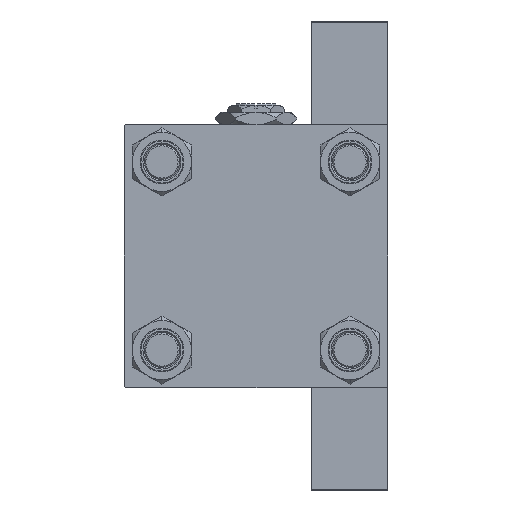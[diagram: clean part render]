
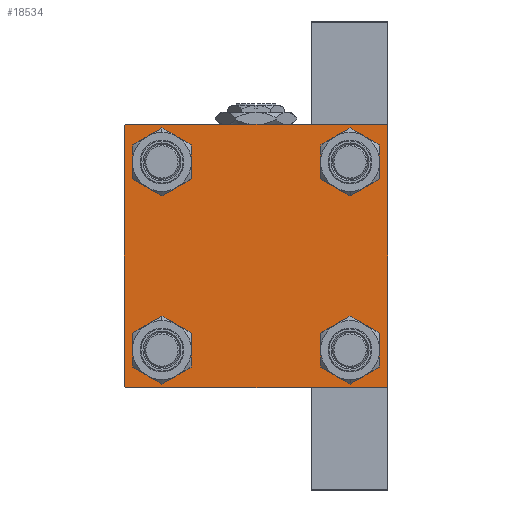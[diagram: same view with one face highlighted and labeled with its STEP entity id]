
A CAD part, left-side view. The second image highlights one B-rep face of the part: STEP entity #18534.
In plain terms, the highlighted planar face has unit normal (-1, 0, 0).
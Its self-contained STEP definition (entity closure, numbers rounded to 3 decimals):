
#122 = AXIS2_PLACEMENT_3D ( 'NONE', #1275, #39500, #17105 ) ;
#140 = ORIENTED_EDGE ( 'NONE', *, *, #21044, .T. ) ;
#145 = VERTEX_POINT ( 'NONE', #21193 ) ;
#176 = CARTESIAN_POINT ( 'NONE',  ( 0., 45., 45. ) ) ;
#230 = DIRECTION ( 'NONE',  ( 0., 0.707, -0.707 ) ) ;
#740 = LINE ( 'NONE', #5507, #44809 ) ;
#1275 = CARTESIAN_POINT ( 'NONE',  ( 0., 32.15, 32.15 ) ) ;
#1566 = CARTESIAN_POINT ( 'NONE',  ( 0., 32.15, -32.15 ) ) ;
#1688 = CARTESIAN_POINT ( 'NONE',  ( 0., 32.15, -38.65 ) ) ;
#2477 = DIRECTION ( 'NONE',  ( 0., -1., 0. ) ) ;
#3073 = ORIENTED_EDGE ( 'NONE', *, *, #23786, .T. ) ;
#3113 = CIRCLE ( 'NONE', #27174, 6.5 ) ;
#3333 = DIRECTION ( 'NONE',  ( 1., 0., 0. ) ) ;
#3747 = VERTEX_POINT ( 'NONE', #40663 ) ;
#3846 = DIRECTION ( 'NONE',  ( 0., 0., 1. ) ) ;
#4019 = ORIENTED_EDGE ( 'NONE', *, *, #13004, .T. ) ;
#4135 = CIRCLE ( 'NONE', #41077, 6.5 ) ;
#4549 = VERTEX_POINT ( 'NONE', #1688 ) ;
#5086 = AXIS2_PLACEMENT_3D ( 'NONE', #48841, #3333, #29967 ) ;
#5325 = AXIS2_PLACEMENT_3D ( 'NONE', #1566, #13383, #24201 ) ;
#5507 = CARTESIAN_POINT ( 'NONE',  ( 0., 45., 45. ) ) ;
#5684 = CARTESIAN_POINT ( 'NONE',  ( 0., -32.15, -25.65 ) ) ;
#5890 = EDGE_LOOP ( 'NONE', ( #8036, #14538 ) ) ;
#5900 = CIRCLE ( 'NONE', #44454, 6.5 ) ;
#6273 = DIRECTION ( 'NONE',  ( 0., 0., -1. ) ) ;
#6581 = CARTESIAN_POINT ( 'NONE',  ( 0., -44.5, -45. ) ) ;
#7617 = DIRECTION ( 'NONE',  ( 1., 0., 0. ) ) ;
#7762 = ORIENTED_EDGE ( 'NONE', *, *, #38808, .T. ) ;
#7805 = CARTESIAN_POINT ( 'NONE',  ( 0., -45., -44.5 ) ) ;
#8036 = ORIENTED_EDGE ( 'NONE', *, *, #13296, .T. ) ;
#8588 = VERTEX_POINT ( 'NONE', #15245 ) ;
#9017 = ORIENTED_EDGE ( 'NONE', *, *, #10897, .T. ) ;
#9704 = FACE_BOUND ( 'NONE', #22819, .T. ) ;
#10263 = EDGE_CURVE ( 'NONE', #3747, #145, #740, .T. ) ;
#10897 = EDGE_CURVE ( 'NONE', #47837, #23816, #3113, .T. ) ;
#12487 = DIRECTION ( 'NONE',  ( 0., -0.707, 0.707 ) ) ;
#12779 = CIRCLE ( 'NONE', #20820, 6.5 ) ;
#12855 = EDGE_CURVE ( 'NONE', #35492, #24190, #37466, .T. ) ;
#13004 = EDGE_CURVE ( 'NONE', #8588, #35472, #28054, .T. ) ;
#13217 = PLANE ( 'NONE',  #32123 ) ;
#13296 = EDGE_CURVE ( 'NONE', #25446, #4549, #12779, .T. ) ;
#13383 = DIRECTION ( 'NONE',  ( 1., 0., 0. ) ) ;
#14296 = CIRCLE ( 'NONE', #5325, 6.5 ) ;
#14538 = ORIENTED_EDGE ( 'NONE', *, *, #49554, .T. ) ;
#14626 = CIRCLE ( 'NONE', #122, 6.5 ) ;
#14739 = CARTESIAN_POINT ( 'NONE',  ( 0., 44.75, -44.75 ) ) ;
#15189 = CARTESIAN_POINT ( 'NONE',  ( 0., -32.15, 38.65 ) ) ;
#15245 = CARTESIAN_POINT ( 'NONE',  ( 0., 32.15, 25.65 ) ) ;
#17105 = DIRECTION ( 'NONE',  ( 0., 0., 1. ) ) ;
#17234 = FACE_BOUND ( 'NONE', #23574, .T. ) ;
#17599 = ORIENTED_EDGE ( 'NONE', *, *, #10263, .T. ) ;
#17613 = ORIENTED_EDGE ( 'NONE', *, *, #18871, .T. ) ;
#18251 = CARTESIAN_POINT ( 'NONE',  ( 0., -32.15, -32.15 ) ) ;
#18534 = ADVANCED_FACE ( 'NONE', ( #17234, #9704, #44123, #18674, #45313 ), #13217, .T. ) ;
#18674 = FACE_BOUND ( 'NONE', #35163, .T. ) ;
#18871 = EDGE_CURVE ( 'NONE', #41598, #3747, #23115, .T. ) ;
#18908 = ORIENTED_EDGE ( 'NONE', *, *, #25847, .T. ) ;
#19091 = DIRECTION ( 'NONE',  ( 0., 0., 1. ) ) ;
#19301 = LINE ( 'NONE', #176, #27381 ) ;
#19355 = CARTESIAN_POINT ( 'NONE',  ( 0., 44.75, 44.75 ) ) ;
#19539 = LINE ( 'NONE', #46919, #34701 ) ;
#20080 = EDGE_CURVE ( 'NONE', #41598, #28819, #19301, .T. ) ;
#20820 = AXIS2_PLACEMENT_3D ( 'NONE', #30812, #45178, #26074 ) ;
#20823 = EDGE_CURVE ( 'NONE', #29881, #40537, #21834, .T. ) ;
#21044 = EDGE_CURVE ( 'NONE', #23816, #47837, #4135, .T. ) ;
#21193 = CARTESIAN_POINT ( 'NONE',  ( 0., 45., -44.5 ) ) ;
#21834 = LINE ( 'NONE', #48208, #26623 ) ;
#22065 = ORIENTED_EDGE ( 'NONE', *, *, #20823, .T. ) ;
#22819 = EDGE_LOOP ( 'NONE', ( #140, #9017 ) ) ;
#22838 = EDGE_CURVE ( 'NONE', #35472, #8588, #14626, .T. ) ;
#23115 = LINE ( 'NONE', #19355, #39342 ) ;
#23574 = EDGE_LOOP ( 'NONE', ( #18908, #26613 ) ) ;
#23774 = EDGE_CURVE ( 'NONE', #35492, #28819, #27083, .T. ) ;
#23786 = EDGE_CURVE ( 'NONE', #40537, #24190, #19539, .T. ) ;
#23799 = DIRECTION ( 'NONE',  ( 0., 0.707, 0.707 ) ) ;
#23816 = VERTEX_POINT ( 'NONE', #5684 ) ;
#24190 = VERTEX_POINT ( 'NONE', #7805 ) ;
#24201 = DIRECTION ( 'NONE',  ( 0., 0., 1. ) ) ;
#24283 = CARTESIAN_POINT ( 'NONE',  ( 0., 32.15, 38.65 ) ) ;
#24771 = DIRECTION ( 'NONE',  ( 0., 0., 1. ) ) ;
#24773 = CARTESIAN_POINT ( 'NONE',  ( 0., 0., 0. ) ) ;
#25022 = DIRECTION ( 'NONE',  ( -1., 0., 0. ) ) ;
#25446 = VERTEX_POINT ( 'NONE', #35302 ) ;
#25684 = VERTEX_POINT ( 'NONE', #15189 ) ;
#25847 = EDGE_CURVE ( 'NONE', #25684, #38996, #31572, .T. ) ;
#25940 = VECTOR ( 'NONE', #30057, 1000. ) ;
#26074 = DIRECTION ( 'NONE',  ( 0., 0., 1. ) ) ;
#26613 = ORIENTED_EDGE ( 'NONE', *, *, #40971, .T. ) ;
#26623 = VECTOR ( 'NONE', #2477, 1000. ) ;
#26627 = ORIENTED_EDGE ( 'NONE', *, *, #12855, .F. ) ;
#27083 = LINE ( 'NONE', #42424, #41949 ) ;
#27174 = AXIS2_PLACEMENT_3D ( 'NONE', #32785, #39587, #43101 ) ;
#27334 = CARTESIAN_POINT ( 'NONE',  ( 0., -32.15, -38.65 ) ) ;
#27381 = VECTOR ( 'NONE', #38907, 1000. ) ;
#28054 = CIRCLE ( 'NONE', #29657, 6.5 ) ;
#28793 = DIRECTION ( 'NONE',  ( 1., 0., 0. ) ) ;
#28819 = VERTEX_POINT ( 'NONE', #49738 ) ;
#29657 = AXIS2_PLACEMENT_3D ( 'NONE', #30881, #49743, #19091 ) ;
#29881 = VERTEX_POINT ( 'NONE', #47202 ) ;
#29967 = DIRECTION ( 'NONE',  ( 0., 0., 1. ) ) ;
#30057 = DIRECTION ( 'NONE',  ( 0., -0.707, -0.707 ) ) ;
#30604 = CARTESIAN_POINT ( 'NONE',  ( 0., 44.5, 45. ) ) ;
#30812 = CARTESIAN_POINT ( 'NONE',  ( 0., 32.15, -32.15 ) ) ;
#30881 = CARTESIAN_POINT ( 'NONE',  ( 0., 32.15, 32.15 ) ) ;
#31572 = CIRCLE ( 'NONE', #5086, 6.5 ) ;
#31834 = CARTESIAN_POINT ( 'NONE',  ( 0., -45., 44.5 ) ) ;
#32123 = AXIS2_PLACEMENT_3D ( 'NONE', #24773, #25022, #40370 ) ;
#32785 = CARTESIAN_POINT ( 'NONE',  ( 0., -32.15, -32.15 ) ) ;
#32788 = CARTESIAN_POINT ( 'NONE',  ( 0., -32.15, 25.65 ) ) ;
#33450 = CARTESIAN_POINT ( 'NONE',  ( 0., -45., 45. ) ) ;
#34701 = VECTOR ( 'NONE', #12487, 1000. ) ;
#35163 = EDGE_LOOP ( 'NONE', ( #43295, #4019 ) ) ;
#35258 = CARTESIAN_POINT ( 'NONE',  ( 0., -32.15, 32.15 ) ) ;
#35302 = CARTESIAN_POINT ( 'NONE',  ( 0., 32.15, -25.65 ) ) ;
#35472 = VERTEX_POINT ( 'NONE', #24283 ) ;
#35492 = VERTEX_POINT ( 'NONE', #31834 ) ;
#37466 = LINE ( 'NONE', #33450, #44908 ) ;
#38808 = EDGE_CURVE ( 'NONE', #145, #29881, #41398, .T. ) ;
#38907 = DIRECTION ( 'NONE',  ( 0., -1., 0. ) ) ;
#38996 = VERTEX_POINT ( 'NONE', #32788 ) ;
#39342 = VECTOR ( 'NONE', #230, 1000. ) ;
#39500 = DIRECTION ( 'NONE',  ( 1., 0., 0. ) ) ;
#39587 = DIRECTION ( 'NONE',  ( 1., 0., 0. ) ) ;
#39722 = ORIENTED_EDGE ( 'NONE', *, *, #20080, .F. ) ;
#40370 = DIRECTION ( 'NONE',  ( 0., 0., 1. ) ) ;
#40537 = VERTEX_POINT ( 'NONE', #6581 ) ;
#40642 = EDGE_LOOP ( 'NONE', ( #17599, #7762, #22065, #3073, #26627, #41993, #39722, #17613 ) ) ;
#40663 = CARTESIAN_POINT ( 'NONE',  ( 0., 45., 44.5 ) ) ;
#40971 = EDGE_CURVE ( 'NONE', #38996, #25684, #5900, .T. ) ;
#41077 = AXIS2_PLACEMENT_3D ( 'NONE', #18251, #28793, #24771 ) ;
#41398 = LINE ( 'NONE', #14739, #25940 ) ;
#41598 = VERTEX_POINT ( 'NONE', #30604 ) ;
#41949 = VECTOR ( 'NONE', #23799, 1000. ) ;
#41993 = ORIENTED_EDGE ( 'NONE', *, *, #23774, .T. ) ;
#42424 = CARTESIAN_POINT ( 'NONE',  ( 0., -44.75, 44.75 ) ) ;
#43101 = DIRECTION ( 'NONE',  ( 0., 0., 1. ) ) ;
#43295 = ORIENTED_EDGE ( 'NONE', *, *, #22838, .T. ) ;
#44123 = FACE_BOUND ( 'NONE', #5890, .T. ) ;
#44454 = AXIS2_PLACEMENT_3D ( 'NONE', #35258, #7617, #3846 ) ;
#44809 = VECTOR ( 'NONE', #6273, 1000. ) ;
#44908 = VECTOR ( 'NONE', #47999, 1000. ) ;
#45178 = DIRECTION ( 'NONE',  ( 1., 0., 0. ) ) ;
#45313 = FACE_OUTER_BOUND ( 'NONE', #40642, .T. ) ;
#46919 = CARTESIAN_POINT ( 'NONE',  ( 0., -44.75, -44.75 ) ) ;
#47202 = CARTESIAN_POINT ( 'NONE',  ( 0., 44.5, -45. ) ) ;
#47837 = VERTEX_POINT ( 'NONE', #27334 ) ;
#47999 = DIRECTION ( 'NONE',  ( 0., 0., -1. ) ) ;
#48208 = CARTESIAN_POINT ( 'NONE',  ( 0., 45., -45. ) ) ;
#48841 = CARTESIAN_POINT ( 'NONE',  ( 0., -32.15, 32.15 ) ) ;
#49554 = EDGE_CURVE ( 'NONE', #4549, #25446, #14296, .T. ) ;
#49738 = CARTESIAN_POINT ( 'NONE',  ( 0., -44.5, 45. ) ) ;
#49743 = DIRECTION ( 'NONE',  ( 1., 0., 0. ) ) ;
